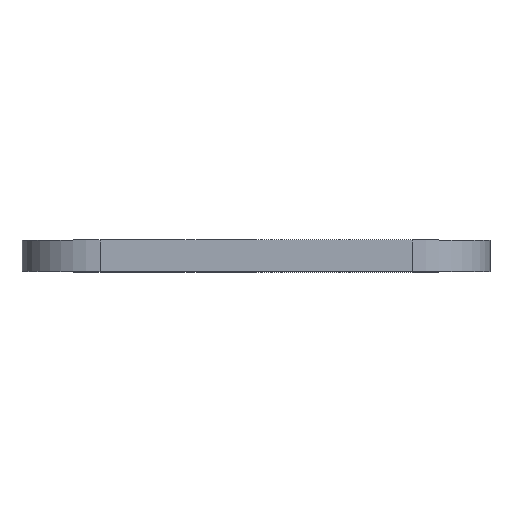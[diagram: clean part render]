
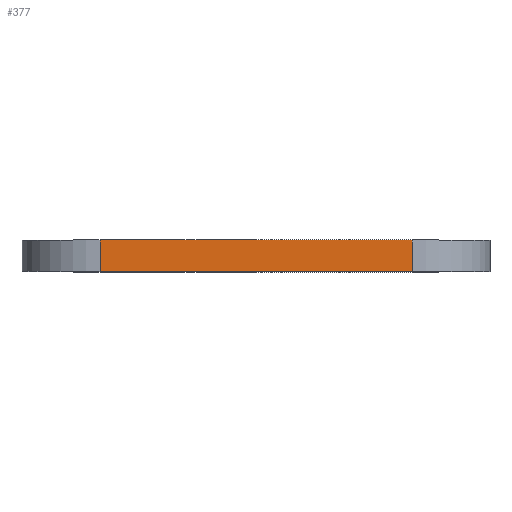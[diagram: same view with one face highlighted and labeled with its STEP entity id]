
A CAD part, top view. The second image highlights one B-rep face of the part: STEP entity #377.
In plain terms, the highlighted planar face has unit normal (0, 0, 1).
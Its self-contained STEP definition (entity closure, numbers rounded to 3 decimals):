
#2 = EDGE_CURVE ( 'NONE', #1007, #701, #427, .T. ) ;
#38 = DIRECTION ( 'NONE',  ( 0., 1., 0. ) ) ;
#62 = VECTOR ( 'NONE', #621, 1000. ) ;
#115 = EDGE_CURVE ( 'NONE', #781, #1007, #730, .T. ) ;
#173 = LINE ( 'NONE', #779, #580 ) ;
#178 = ORIENTED_EDGE ( 'NONE', *, *, #424, .F. ) ;
#200 = CARTESIAN_POINT ( 'NONE',  ( -4.8, -10., -0.8 ) ) ;
#204 = DIRECTION ( 'NONE',  ( 0., -1., 0. ) ) ;
#294 = VECTOR ( 'NONE', #204, 1000. ) ;
#315 = CARTESIAN_POINT ( 'NONE',  ( -4.8, -1.6, -0.8 ) ) ;
#377 = ADVANCED_FACE ( 'NONE', ( #400 ), #698, .F. ) ;
#380 = CARTESIAN_POINT ( 'NONE',  ( -20.8, -1.6, -0.8 ) ) ;
#400 = FACE_OUTER_BOUND ( 'NONE', #459, .T. ) ;
#424 = EDGE_CURVE ( 'NONE', #484, #781, #904, .T. ) ;
#427 = LINE ( 'NONE', #495, #644 ) ;
#459 = EDGE_LOOP ( 'NONE', ( #178, #916, #600, #947 ) ) ;
#484 = VERTEX_POINT ( 'NONE', #664 ) ;
#495 = CARTESIAN_POINT ( 'NONE',  ( -20.8, -10., -0.8 ) ) ;
#543 = CARTESIAN_POINT ( 'NONE',  ( -20.8, 0., -0.8 ) ) ;
#580 = VECTOR ( 'NONE', #715, 1000. ) ;
#600 = ORIENTED_EDGE ( 'NONE', *, *, #2, .F. ) ;
#621 = DIRECTION ( 'NONE',  ( -1., 0., 0. ) ) ;
#644 = VECTOR ( 'NONE', #38, 1000. ) ;
#664 = CARTESIAN_POINT ( 'NONE',  ( -4.8, 0., -0.8 ) ) ;
#698 = PLANE ( 'NONE',  #703 ) ;
#701 = VERTEX_POINT ( 'NONE', #543 ) ;
#703 = AXIS2_PLACEMENT_3D ( 'NONE', #741, #737, #818 ) ;
#715 = DIRECTION ( 'NONE',  ( 1., 0., 0. ) ) ;
#730 = LINE ( 'NONE', #812, #62 ) ;
#737 = DIRECTION ( 'NONE',  ( 0., 0., -1. ) ) ;
#741 = CARTESIAN_POINT ( 'NONE',  ( -25.6, -10., -0.8 ) ) ;
#742 = EDGE_CURVE ( 'NONE', #701, #484, #173, .T. ) ;
#779 = CARTESIAN_POINT ( 'NONE',  ( 0., 0., -0.8 ) ) ;
#781 = VERTEX_POINT ( 'NONE', #315 ) ;
#812 = CARTESIAN_POINT ( 'NONE',  ( -25.6, -1.6, -0.8 ) ) ;
#818 = DIRECTION ( 'NONE',  ( -1., 0., 0. ) ) ;
#904 = LINE ( 'NONE', #200, #294 ) ;
#916 = ORIENTED_EDGE ( 'NONE', *, *, #742, .F. ) ;
#947 = ORIENTED_EDGE ( 'NONE', *, *, #115, .F. ) ;
#1007 = VERTEX_POINT ( 'NONE', #380 ) ;
